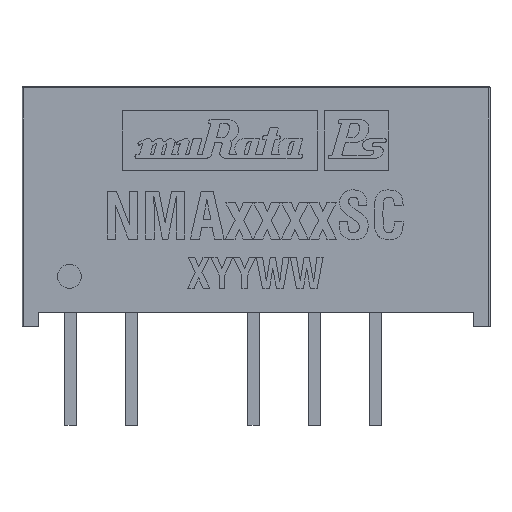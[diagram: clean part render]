
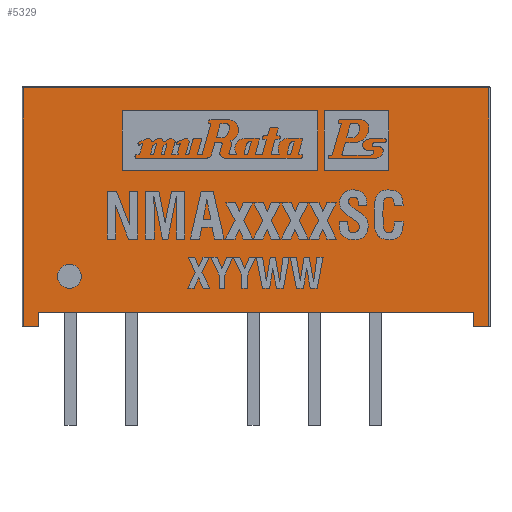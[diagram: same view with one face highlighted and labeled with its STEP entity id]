
A CAD part, top view. The second image highlights one B-rep face of the part: STEP entity #5329.
In plain terms, the highlighted planar face has unit normal (0, 0, 1).
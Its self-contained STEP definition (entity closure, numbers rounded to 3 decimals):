
#74 = CARTESIAN_POINT ( 'NONE',  ( 17.42, 4.1, 4.75 ) ) ;
#1161 = ORIENTED_EDGE ( 'NONE', *, *, #13629, .T. ) ;
#1248 = VERTEX_POINT ( 'NONE', #25180 ) ;
#1803 = VECTOR ( 'NONE', #18216, 1000. ) ;
#1815 = EDGE_CURVE ( 'NONE', #1826, #20295, #2421, .T. ) ;
#1826 = VERTEX_POINT ( 'NONE', #10999 ) ;
#2301 = CARTESIAN_POINT ( 'NONE',  ( 16.77, 4.1, 4.75 ) ) ;
#2421 = LINE ( 'NONE', #6933, #12495 ) ;
#2549 = CARTESIAN_POINT ( 'NONE',  ( 17.42, 14.05, 4.75 ) ) ;
#2804 = CARTESIAN_POINT ( 'NONE',  ( -2.03, 4.1, 4.75 ) ) ;
#3163 = ORIENTED_EDGE ( 'NONE', *, *, #7390, .T. ) ;
#3558 = EDGE_CURVE ( 'NONE', #6580, #4724, #17685, .T. ) ;
#4063 = CARTESIAN_POINT ( 'NONE',  ( -2.03, 4.1, 4.75 ) ) ;
#4347 = EDGE_LOOP ( 'NONE', ( #22181, #18647, #3163, #6723, #20291, #5143, #19741, #1161 ) ) ;
#4687 = VECTOR ( 'NONE', #7387, 1000. ) ;
#4724 = VERTEX_POINT ( 'NONE', #24467 ) ;
#4837 = VECTOR ( 'NONE', #24744, 1000. ) ;
#4972 = CARTESIAN_POINT ( 'NONE',  ( -2.03, 4.1, 4.75 ) ) ;
#5143 = ORIENTED_EDGE ( 'NONE', *, *, #20140, .T. ) ;
#5329 = ADVANCED_FACE ( 'NONE', ( #12480 ), #7895, .F. ) ;
#6075 = DIRECTION ( 'NONE',  ( 1., 0., 0. ) ) ;
#6358 = VERTEX_POINT ( 'NONE', #2549 ) ;
#6580 = VERTEX_POINT ( 'NONE', #74 ) ;
#6723 = ORIENTED_EDGE ( 'NONE', *, *, #16592, .T. ) ;
#6933 = CARTESIAN_POINT ( 'NONE',  ( -1.33, 4.7, 4.75 ) ) ;
#6961 = VECTOR ( 'NONE', #16836, 1000. ) ;
#7387 = DIRECTION ( 'NONE',  ( 0., 1., 0. ) ) ;
#7390 = EDGE_CURVE ( 'NONE', #6358, #26414, #8742, .T. ) ;
#7895 = PLANE ( 'NONE',  #20166 ) ;
#8364 = CARTESIAN_POINT ( 'NONE',  ( -1.98, 4.1, 4.75 ) ) ;
#8371 = DIRECTION ( 'NONE',  ( 0., -1., 0. ) ) ;
#8742 = LINE ( 'NONE', #15935, #18862 ) ;
#8972 = DIRECTION ( 'NONE',  ( 1., 0., 0. ) ) ;
#10191 = LINE ( 'NONE', #8364, #4837 ) ;
#10999 = CARTESIAN_POINT ( 'NONE',  ( -1.33, 4.7, 4.75 ) ) ;
#12480 = FACE_OUTER_BOUND ( 'NONE', #4347, .T. ) ;
#12495 = VECTOR ( 'NONE', #8972, 1000. ) ;
#13629 = EDGE_CURVE ( 'NONE', #20295, #4724, #22363, .T. ) ;
#15358 = LINE ( 'NONE', #19534, #4687 ) ;
#15379 = CARTESIAN_POINT ( 'NONE',  ( -1.98, 14.05, 4.75 ) ) ;
#15837 = VECTOR ( 'NONE', #17171, 1000. ) ;
#15935 = CARTESIAN_POINT ( 'NONE',  ( -2.03, 14.05, 4.75 ) ) ;
#16592 = EDGE_CURVE ( 'NONE', #26414, #18106, #10191, .T. ) ;
#16836 = DIRECTION ( 'NONE',  ( -1., 0., 0. ) ) ;
#17171 = DIRECTION ( 'NONE',  ( -1., 0., 0. ) ) ;
#17487 = CARTESIAN_POINT ( 'NONE',  ( -1.98, 4.1, 4.75 ) ) ;
#17685 = LINE ( 'NONE', #2804, #6961 ) ;
#17997 = DIRECTION ( 'NONE',  ( -1., 0., 0. ) ) ;
#18106 = VERTEX_POINT ( 'NONE', #17487 ) ;
#18111 = DIRECTION ( 'NONE',  ( 0., 0., -1. ) ) ;
#18216 = DIRECTION ( 'NONE',  ( 0., 1., 0. ) ) ;
#18327 = EDGE_CURVE ( 'NONE', #6580, #6358, #22789, .T. ) ;
#18647 = ORIENTED_EDGE ( 'NONE', *, *, #18327, .T. ) ;
#18862 = VECTOR ( 'NONE', #17997, 1000. ) ;
#19534 = CARTESIAN_POINT ( 'NONE',  ( -1.33, 4.1, 4.75 ) ) ;
#19741 = ORIENTED_EDGE ( 'NONE', *, *, #1815, .T. ) ;
#20140 = EDGE_CURVE ( 'NONE', #1248, #1826, #15358, .T. ) ;
#20166 = AXIS2_PLACEMENT_3D ( 'NONE', #4063, #18111, #6075 ) ;
#20291 = ORIENTED_EDGE ( 'NONE', *, *, #21963, .F. ) ;
#20295 = VERTEX_POINT ( 'NONE', #26193 ) ;
#21366 = LINE ( 'NONE', #4972, #15837 ) ;
#21720 = VECTOR ( 'NONE', #8371, 1000. ) ;
#21963 = EDGE_CURVE ( 'NONE', #1248, #18106, #21366, .T. ) ;
#22181 = ORIENTED_EDGE ( 'NONE', *, *, #3558, .F. ) ;
#22363 = LINE ( 'NONE', #2301, #21720 ) ;
#22789 = LINE ( 'NONE', #24377, #1803 ) ;
#24377 = CARTESIAN_POINT ( 'NONE',  ( 17.42, 4.1, 4.75 ) ) ;
#24467 = CARTESIAN_POINT ( 'NONE',  ( 16.77, 4.1, 4.75 ) ) ;
#24744 = DIRECTION ( 'NONE',  ( 0., -1., 0. ) ) ;
#25180 = CARTESIAN_POINT ( 'NONE',  ( -1.33, 4.1, 4.75 ) ) ;
#26193 = CARTESIAN_POINT ( 'NONE',  ( 16.77, 4.7, 4.75 ) ) ;
#26414 = VERTEX_POINT ( 'NONE', #15379 ) ;
